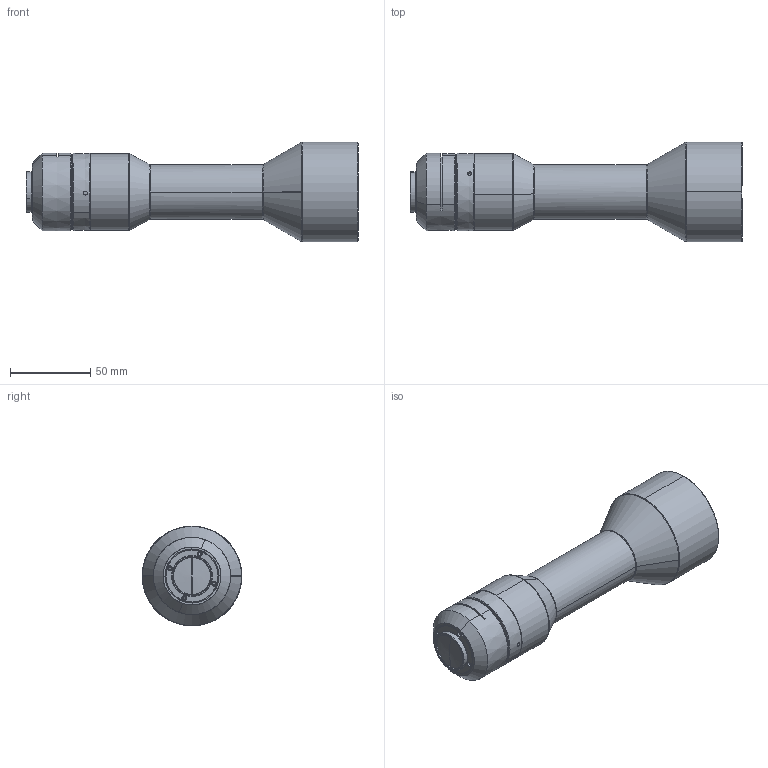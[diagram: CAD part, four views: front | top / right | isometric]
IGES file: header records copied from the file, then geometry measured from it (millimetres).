
Start section: SolidWorks IGES file using analytic representation for surfaces
Global section: file name: WWK05-220-111.IGS; native system: SolidWorks 2017; preprocessor: SolidWorks 2017; author: luosh; date: 190417.205332; units: millimetre
Bounding box: 206.5 x 62 x 62 mm (x, y, z)
Surface area: 35828.8 mm2 (no closed solid volume)
Topology: 0 solids, 0 shells, 125 faces, 2544 edges, 2536 vertices
Faces by surface type: revolution 94, bspline 31
